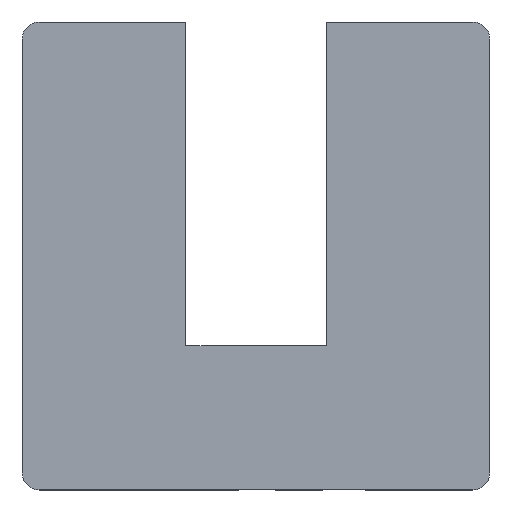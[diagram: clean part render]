
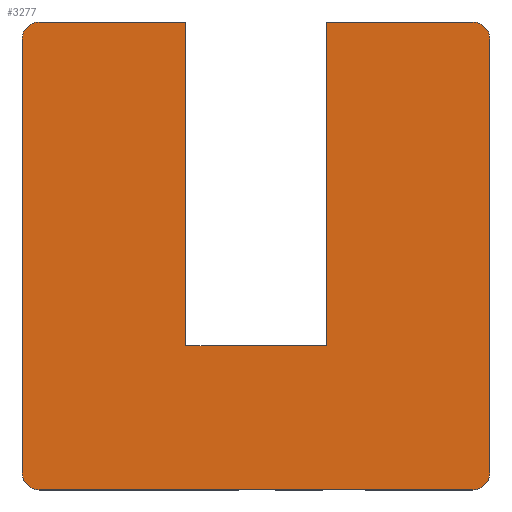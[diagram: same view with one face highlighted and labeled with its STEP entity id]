
A CAD part, top view. The second image highlights one B-rep face of the part: STEP entity #3277.
In plain terms, the highlighted planar face has unit normal (0, 0, 1).
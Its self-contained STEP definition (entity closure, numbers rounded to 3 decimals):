
#201=FACE_OUTER_BOUND('',#409,.T.);
#409=EDGE_LOOP('',(#2193,#2194,#2195,#2196,#2197,#2198,#2199,#2200,#2201,
#2202,#2203,#2204));
#623=CIRCLE('',#3500,3.);
#624=CIRCLE('',#3501,3.);
#625=CIRCLE('',#3502,3.);
#626=CIRCLE('',#3503,3.);
#821=LINE('',#4945,#1097);
#822=LINE('',#4947,#1098);
#823=LINE('',#4949,#1099);
#824=LINE('',#4951,#1100);
#825=LINE('',#4955,#1101);
#826=LINE('',#4959,#1102);
#827=LINE('',#4963,#1103);
#828=LINE('',#4966,#1104);
#1097=VECTOR('',#3891,10.);
#1098=VECTOR('',#3892,10.);
#1099=VECTOR('',#3893,10.);
#1100=VECTOR('',#3894,10.);
#1101=VECTOR('',#3897,10.);
#1102=VECTOR('',#3900,10.);
#1103=VECTOR('',#3903,10.);
#1104=VECTOR('',#3906,10.);
#1373=VERTEX_POINT('',#4943);
#1374=VERTEX_POINT('',#4944);
#1375=VERTEX_POINT('',#4946);
#1376=VERTEX_POINT('',#4948);
#1377=VERTEX_POINT('',#4950);
#1378=VERTEX_POINT('',#4952);
#1379=VERTEX_POINT('',#4954);
#1380=VERTEX_POINT('',#4956);
#1381=VERTEX_POINT('',#4958);
#1382=VERTEX_POINT('',#4960);
#1383=VERTEX_POINT('',#4962);
#1384=VERTEX_POINT('',#4964);
#1683=EDGE_CURVE('',#1373,#1374,#821,.T.);
#1684=EDGE_CURVE('',#1375,#1373,#822,.T.);
#1685=EDGE_CURVE('',#1376,#1375,#823,.T.);
#1686=EDGE_CURVE('',#1377,#1376,#824,.T.);
#1687=EDGE_CURVE('',#1378,#1377,#623,.T.);
#1688=EDGE_CURVE('',#1379,#1378,#825,.T.);
#1689=EDGE_CURVE('',#1380,#1379,#624,.T.);
#1690=EDGE_CURVE('',#1381,#1380,#826,.T.);
#1691=EDGE_CURVE('',#1382,#1381,#625,.T.);
#1692=EDGE_CURVE('',#1383,#1382,#827,.T.);
#1693=EDGE_CURVE('',#1384,#1383,#626,.T.);
#1694=EDGE_CURVE('',#1374,#1384,#828,.T.);
#2193=ORIENTED_EDGE('',*,*,#1683,.F.);
#2194=ORIENTED_EDGE('',*,*,#1684,.F.);
#2195=ORIENTED_EDGE('',*,*,#1685,.F.);
#2196=ORIENTED_EDGE('',*,*,#1686,.F.);
#2197=ORIENTED_EDGE('',*,*,#1687,.F.);
#2198=ORIENTED_EDGE('',*,*,#1688,.F.);
#2199=ORIENTED_EDGE('',*,*,#1689,.F.);
#2200=ORIENTED_EDGE('',*,*,#1690,.F.);
#2201=ORIENTED_EDGE('',*,*,#1691,.F.);
#2202=ORIENTED_EDGE('',*,*,#1692,.F.);
#2203=ORIENTED_EDGE('',*,*,#1693,.F.);
#2204=ORIENTED_EDGE('',*,*,#1694,.F.);
#3213=PLANE('',#3499);
#3277=ADVANCED_FACE('',(#201),#3213,.F.);
#3499=AXIS2_PLACEMENT_3D('',#4942,#3889,#3890);
#3500=AXIS2_PLACEMENT_3D('',#4953,#3895,#3896);
#3501=AXIS2_PLACEMENT_3D('',#4957,#3898,#3899);
#3502=AXIS2_PLACEMENT_3D('',#4961,#3901,#3902);
#3503=AXIS2_PLACEMENT_3D('',#4965,#3904,#3905);
#3889=DIRECTION('center_axis',(0.,0.,-1.));
#3890=DIRECTION('ref_axis',(-1.,0.,0.));
#3891=DIRECTION('',(0.,1.,0.));
#3892=DIRECTION('',(1.,0.,0.));
#3893=DIRECTION('',(0.,-1.,0.));
#3894=DIRECTION('',(1.,0.,0.));
#3895=DIRECTION('center_axis',(0.,0.,-1.));
#3896=DIRECTION('ref_axis',(-1.,0.,0.));
#3897=DIRECTION('',(0.,1.,0.));
#3898=DIRECTION('center_axis',(0.,0.,-1.));
#3899=DIRECTION('ref_axis',(0.,-1.,0.));
#3900=DIRECTION('',(-1.,0.,0.));
#3901=DIRECTION('center_axis',(0.,0.,-1.));
#3902=DIRECTION('ref_axis',(1.,0.,0.));
#3903=DIRECTION('',(0.,-1.,0.));
#3904=DIRECTION('center_axis',(0.,0.,-1.));
#3905=DIRECTION('ref_axis',(0.,1.,0.));
#3906=DIRECTION('',(1.,0.,0.));
#4942=CARTESIAN_POINT('Origin',(-55.86,-124.,12.6));
#4943=CARTESIAN_POINT('',(-3.,-102.,12.6));
#4944=CARTESIAN_POINT('',(-3.,-45.72,12.6));
#4945=CARTESIAN_POINT('',(-3.,-113.,12.6));
#4946=CARTESIAN_POINT('',(-27.387,-102.,12.6));
#4947=CARTESIAN_POINT('',(-41.624,-102.,12.6));
#4948=CARTESIAN_POINT('',(-27.387,-45.72,12.6));
#4949=CARTESIAN_POINT('',(-27.387,-84.86,12.6));
#4950=CARTESIAN_POINT('',(-52.86,-45.72,12.6));
#4951=CARTESIAN_POINT('',(-16.72,-45.72,12.6));
#4952=CARTESIAN_POINT('',(-55.86,-48.72,12.6));
#4953=CARTESIAN_POINT('Origin',(-52.86,-48.72,12.6));
#4954=CARTESIAN_POINT('',(-55.86,-124.,12.6));
#4955=CARTESIAN_POINT('',(-55.86,-86.36,12.6));
#4956=CARTESIAN_POINT('',(-52.86,-127.,12.6));
#4957=CARTESIAN_POINT('Origin',(-52.86,-124.,12.6));
#4958=CARTESIAN_POINT('',(22.42,-127.,12.6));
#4959=CARTESIAN_POINT('',(-54.36,-127.,12.6));
#4960=CARTESIAN_POINT('',(25.42,-124.,12.6));
#4961=CARTESIAN_POINT('Origin',(22.42,-124.,12.6));
#4962=CARTESIAN_POINT('',(25.42,-48.72,12.6));
#4963=CARTESIAN_POINT('',(25.42,-124.,12.6));
#4964=CARTESIAN_POINT('',(22.42,-45.72,12.6));
#4965=CARTESIAN_POINT('Origin',(22.42,-48.72,12.6));
#4966=CARTESIAN_POINT('',(-16.72,-45.72,12.6));
